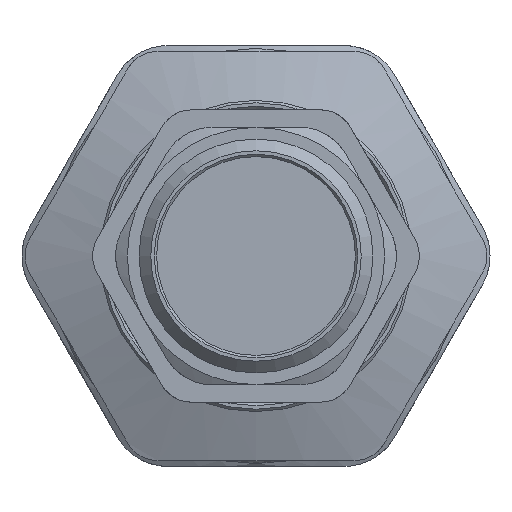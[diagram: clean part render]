
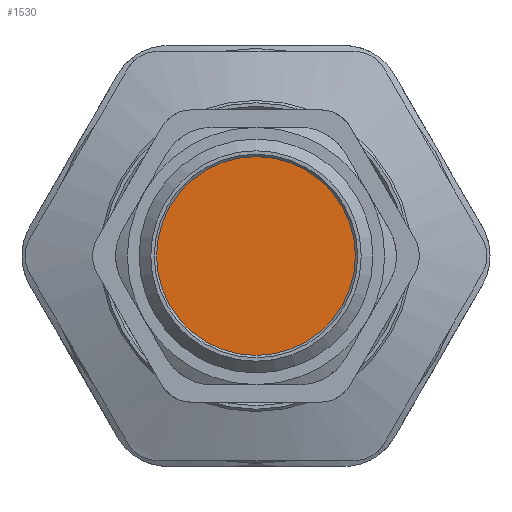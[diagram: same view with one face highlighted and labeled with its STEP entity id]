
A CAD part, front view. The second image highlights one B-rep face of the part: STEP entity #1530.
In plain terms, the highlighted planar face has unit normal (0, -1, 0).
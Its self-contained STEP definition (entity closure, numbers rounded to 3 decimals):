
#214=FACE_OUTER_BOUND('',#314,.T.);
#314=EDGE_LOOP('',(#1036));
#558=CIRCLE('',#1658,8.5);
#628=VERTEX_POINT('',#2469);
#787=EDGE_CURVE('',#628,#628,#558,.T.);
#1036=ORIENTED_EDGE('',*,*,#787,.F.);
#1493=PLANE('',#1657);
#1530=ADVANCED_FACE('',(#214),#1493,.F.);
#1657=AXIS2_PLACEMENT_3D('',#2468,#1824,#1825);
#1658=AXIS2_PLACEMENT_3D('',#2470,#1826,#1827);
#1824=DIRECTION('center_axis',(0.,1.,0.));
#1825=DIRECTION('ref_axis',(0.,0.,1.));
#1826=DIRECTION('center_axis',(0.,1.,0.));
#1827=DIRECTION('ref_axis',(1.,0.,0.));
#2468=CARTESIAN_POINT('Origin',(-1.751,-11.929,0.));
#2469=CARTESIAN_POINT('',(-10.251,-11.929,0.));
#2470=CARTESIAN_POINT('Origin',(-1.751,-11.929,0.));
